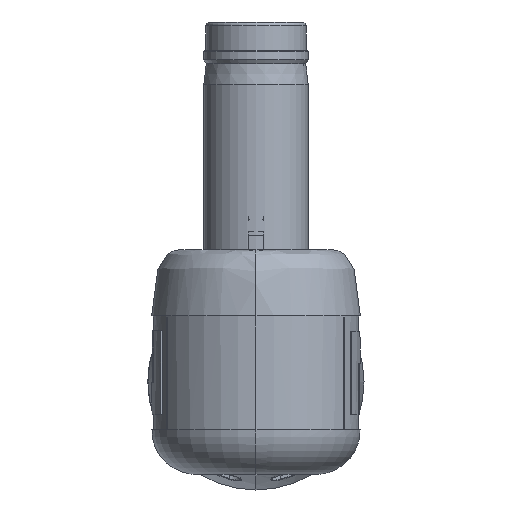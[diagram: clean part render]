
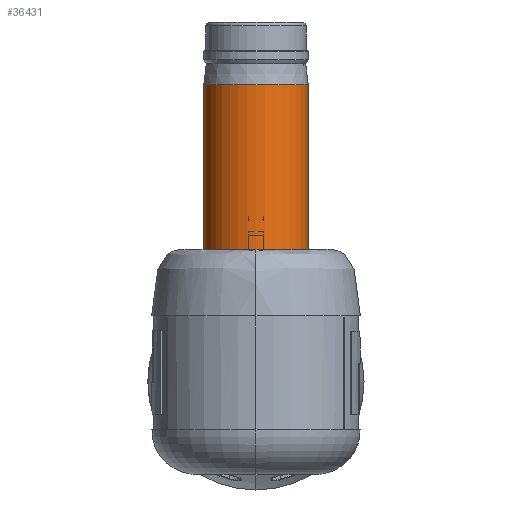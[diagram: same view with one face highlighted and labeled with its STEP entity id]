
A CAD part, left-side view. The second image highlights one B-rep face of the part: STEP entity #36431.
In plain terms, the highlighted cylindrical face has radius 2.755 mm (diameter 5.51 mm), a partial arc.
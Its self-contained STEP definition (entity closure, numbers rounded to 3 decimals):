
#91 = EDGE_CURVE ( 'NONE', #15464, #18222, #17573, .T. ) ;
#1258 = CARTESIAN_POINT ( 'NONE',  ( 13.9, 0., -2.755 ) ) ;
#1360 = DIRECTION ( 'NONE',  ( -1., 0., 0. ) ) ;
#1733 = ORIENTED_EDGE ( 'NONE', *, *, #12160, .F. ) ;
#3000 = VERTEX_POINT ( 'NONE', #9533 ) ;
#3025 = CYLINDRICAL_SURFACE ( 'NONE', #5291, 2.755 ) ;
#4667 = CARTESIAN_POINT ( 'NONE',  ( 13.9, 0., 0. ) ) ;
#4807 = DIRECTION ( 'NONE',  ( 0., 0., 1. ) ) ;
#5291 = AXIS2_PLACEMENT_3D ( 'NONE', #10141, #36331, #21879 ) ;
#6059 = ORIENTED_EDGE ( 'NONE', *, *, #23101, .T. ) ;
#6272 = DIRECTION ( 'NONE',  ( -1., 0., 0. ) ) ;
#9533 = CARTESIAN_POINT ( 'NONE',  ( 2.8, 0., -2.755 ) ) ;
#10141 = CARTESIAN_POINT ( 'NONE',  ( 14.5, 0., 0. ) ) ;
#10557 = EDGE_LOOP ( 'NONE', ( #1733, #6059, #37598, #26922 ) ) ;
#10908 = CARTESIAN_POINT ( 'NONE',  ( 2.8, 0., 0. ) ) ;
#12160 = EDGE_CURVE ( 'NONE', #25528, #3000, #27834, .T. ) ;
#12532 = DIRECTION ( 'NONE',  ( -1., 0., 0. ) ) ;
#14020 = CARTESIAN_POINT ( 'NONE',  ( 14.5, 0., -2.755 ) ) ;
#14342 = AXIS2_PLACEMENT_3D ( 'NONE', #4667, #1360, #16126 ) ;
#15464 = VERTEX_POINT ( 'NONE', #32468 ) ;
#16126 = DIRECTION ( 'NONE',  ( 0., 0., 1. ) ) ;
#17013 = VECTOR ( 'NONE', #6272, 1000. ) ;
#17573 = LINE ( 'NONE', #24146, #36578 ) ;
#18222 = VERTEX_POINT ( 'NONE', #20587 ) ;
#19808 = FACE_OUTER_BOUND ( 'NONE', #10557, .T. ) ;
#20587 = CARTESIAN_POINT ( 'NONE',  ( 2.8, 0., 2.755 ) ) ;
#20978 = CIRCLE ( 'NONE', #14342, 2.755 ) ;
#21879 = DIRECTION ( 'NONE',  ( 0., 0., 1. ) ) ;
#22146 = DIRECTION ( 'NONE',  ( -1., 0., 0. ) ) ;
#23101 = EDGE_CURVE ( 'NONE', #25528, #15464, #20978, .T. ) ;
#24146 = CARTESIAN_POINT ( 'NONE',  ( 14.5, 0., 2.755 ) ) ;
#25528 = VERTEX_POINT ( 'NONE', #1258 ) ;
#26922 = ORIENTED_EDGE ( 'NONE', *, *, #30973, .F. ) ;
#27834 = LINE ( 'NONE', #14020, #17013 ) ;
#30973 = EDGE_CURVE ( 'NONE', #3000, #18222, #34712, .T. ) ;
#32468 = CARTESIAN_POINT ( 'NONE',  ( 13.9, 0., 2.755 ) ) ;
#34712 = CIRCLE ( 'NONE', #36418, 2.755 ) ;
#36331 = DIRECTION ( 'NONE',  ( -1., 0., 0. ) ) ;
#36418 = AXIS2_PLACEMENT_3D ( 'NONE', #10908, #22146, #4807 ) ;
#36431 = ADVANCED_FACE ( 'NONE', ( #19808 ), #3025, .T. ) ;
#36578 = VECTOR ( 'NONE', #12532, 1000. ) ;
#37598 = ORIENTED_EDGE ( 'NONE', *, *, #91, .T. ) ;
